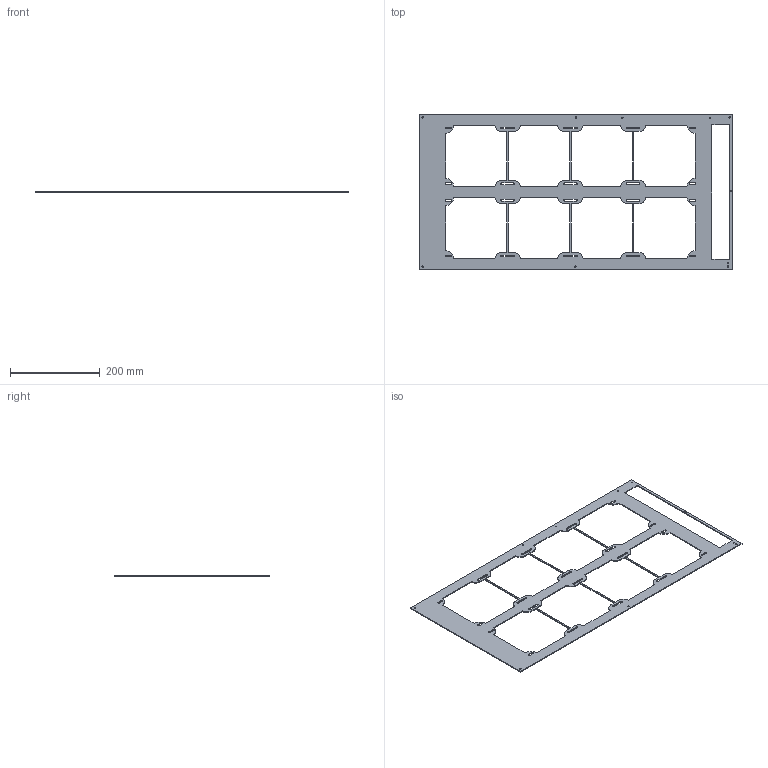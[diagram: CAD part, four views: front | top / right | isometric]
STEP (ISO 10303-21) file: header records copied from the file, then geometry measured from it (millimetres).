
FILE_DESCRIPTION (( 'STEP AP214' ), '1' );
FILE_NAME ('top.STEP', '2018-10-27T13:35:28', ( '' ), ( '' ), 'SwSTEP 2.0', 'SolidWorks 2018', '' );
FILE_SCHEMA (( 'AUTOMOTIVE_DESIGN' ));
Length unit declared in the file: millimetre
Products named in the file (1): top
Bounding box: 700 x 347 x 2 mm (x, y, z)
Volume: 177057.6 mm3; surface area: 193212.3 mm2
Topology: 1 solids, 1 shells, 238 faces, 708 edges, 472 vertices
Faces by surface type: plane 106, cylinder 92, bspline 40
Entity records: 10714 total; most frequent: CARTESIAN_POINT 4227, ORIENTED_EDGE 1416, DIRECTION 1210, EDGE_CURVE 708, VERTEX_POINT 472, VECTOR 444, LINE 444, AXIS2_PLACEMENT_3D 383
